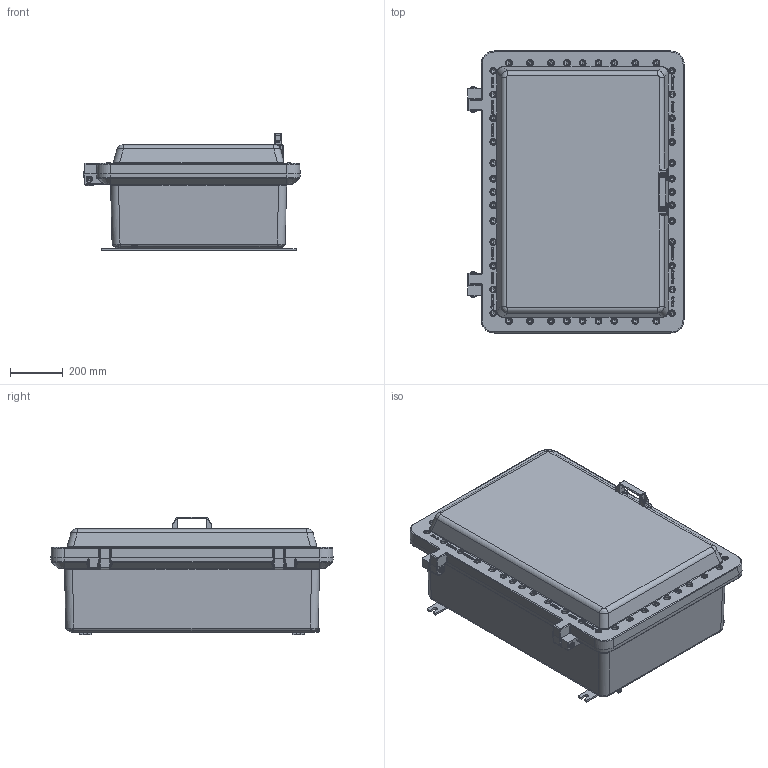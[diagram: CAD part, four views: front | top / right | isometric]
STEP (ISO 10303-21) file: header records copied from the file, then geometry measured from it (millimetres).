
FILE_DESCRIPTION((''),'2;1');
FILE_NAME('ЩОРВ1077740.stp','2019-05-17T11:10:14',('L.A.Ronzhin'),(''),'Autodesk Inventor 2012','Autodesk Inventor 2012','');
FILE_SCHEMA(('CONFIG_CONTROL_DESIGN'));
Length unit declared in the file: millimetre
Products named in the file (1): ЩОРВ1077740
Bounding box: 820.08 x 1070 x 447 mm (x, y, z)
Volume: 258469415.4 mm3; surface area: 3092487.4 mm2
Topology: 4 solids, 4 shells, 3159 faces, 8156 edges, 5202 vertices
Faces by surface type: plane 1547, bspline 790, cylinder 563, cone 143, torus 58, sphere 58
Full cylindrical faces by diameter (mm): 7.9 x1, 8.8 x4, 11 x10, 13 x8, 13.5 x2, 24 x50, 26 x44, 30 x4
Entity records: 105449 total; most frequent: CARTESIAN_POINT 32826, ORIENTED_EDGE 15482, DIRECTION 11904, EDGE_CURVE 7741, VERTEX_POINT 5058, VECTOR 4342, LINE 4342, AXIS2_PLACEMENT_3D 3781
